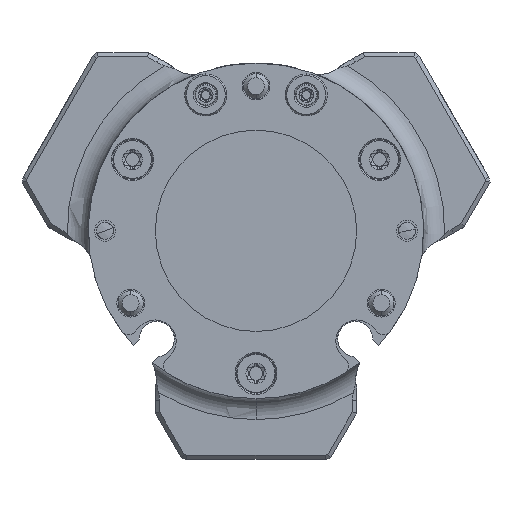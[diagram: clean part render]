
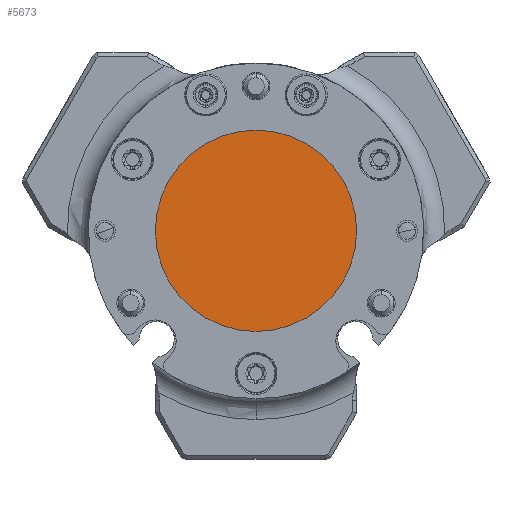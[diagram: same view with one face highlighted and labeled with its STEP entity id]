
A CAD part, front view. The second image highlights one B-rep face of the part: STEP entity #5673.
In plain terms, the highlighted planar face has unit normal (0, -1, 0).
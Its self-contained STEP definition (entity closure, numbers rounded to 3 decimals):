
#4495=CARTESIAN_POINT('',(0.,0.25,0.));
#4496=DIRECTION('',(0.,-1.,0.));
#4497=DIRECTION('',(0.,0.,-1.));
#4498=AXIS2_PLACEMENT_3D('',#4495,#4496,#4497);
#4500=CARTESIAN_POINT('',(0.,0.25,0.));
#4501=DIRECTION('',(0.,-1.,0.));
#4502=DIRECTION('',(0.,0.,1.));
#4503=AXIS2_PLACEMENT_3D('',#4500,#4501,#4502);
#4991=CARTESIAN_POINT('',(0.,0.25,-12.));
#4992=CARTESIAN_POINT('',(0.,0.25,12.));
#4993=VERTEX_POINT('',#4991);
#4994=VERTEX_POINT('',#4992);
#5663=CARTESIAN_POINT('',(0.,0.25,0.));
#5664=DIRECTION('',(0.,-1.,0.));
#5665=DIRECTION('',(0.,0.,-1.));
#5666=AXIS2_PLACEMENT_3D('',#5663,#5664,#5665);
#5667=PLANE('',#5666);
#5669=ORIENTED_EDGE('',*,*,#5668,.F.);
#5670=ORIENTED_EDGE('',*,*,#5653,.F.);
#5671=EDGE_LOOP('',(#5669,#5670));
#5672=FACE_OUTER_BOUND('',#5671,.F.);
#4499=CIRCLE('',#4498,12.);
#4504=CIRCLE('',#4503,12.);
#5653=EDGE_CURVE('',#4994,#4993,#4504,.T.);
#5668=EDGE_CURVE('',#4993,#4994,#4499,.T.);
#5673=ADVANCED_FACE('',(#5672),#5667,.T.);
